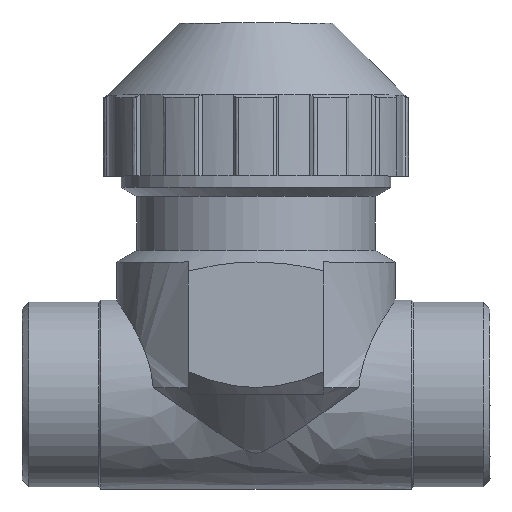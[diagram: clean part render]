
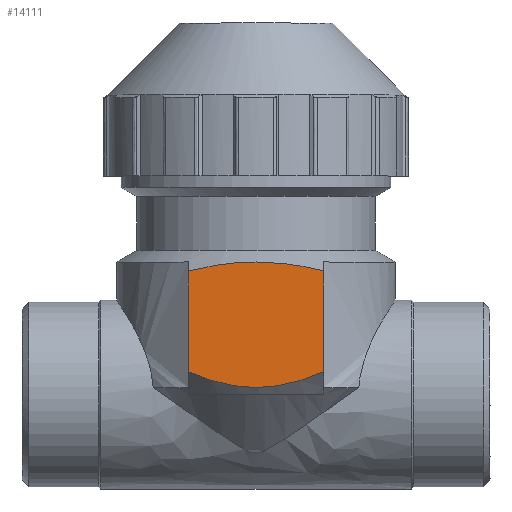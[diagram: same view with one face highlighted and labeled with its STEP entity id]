
A CAD part, top view. The second image highlights one B-rep face of the part: STEP entity #14111.
In plain terms, the highlighted free-form (B-spline) face has degree [1, 1] with [2, 2] control points.
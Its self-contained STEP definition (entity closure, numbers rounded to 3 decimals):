
#248 = CARTESIAN_POINT ( 'NONE',  ( 483.794, 201.257, 15.5 ) ) ;
#388 = CARTESIAN_POINT ( 'NONE',  ( 462.673, 206.854, 15.5 ) ) ;
#446 = CARTESIAN_POINT ( 'NONE',  ( 471.387, 207.826, 15.5 ) ) ;
#529 = CARTESIAN_POINT ( 'NONE',  ( 467.747, 207.765, 15.5 ) ) ;
#575 = CARTESIAN_POINT ( 'NONE',  ( 476.995, 195.356, 15.5 ) ) ;
#766 = EDGE_CURVE ( 'NONE', #9899, #12154, #1551, .T. ) ;
#804 = VERTEX_POINT ( 'NONE', #11732 ) ;
#1037 = CARTESIAN_POINT ( 'NONE',  ( 462.673, 206.854, 15.5 ) ) ;
#1102 = CARTESIAN_POINT ( 'NONE',  ( 462.673, 199.391, 15.5 ) ) ;
#1253 = CARTESIAN_POINT ( 'NONE',  ( 467.764, 194.075, 15.5 ) ) ;
#1504 = CARTESIAN_POINT ( 'NONE',  ( 473.219, 207.676, 15.5 ) ) ;
#1513 = CARTESIAN_POINT ( 'NONE',  ( 468.956, 207.847, 15.5 ) ) ;
#1551 = B_SPLINE_CURVE_WITH_KNOTS ( 'NONE', 3,
 ( #388, #11305, #2587, #11172, #12389, #8033, #1583, #7959, #10220, #529, #1513, #5941 ),
 .UNSPECIFIED., .F., .F.,
 ( 4, 2, 2, 2, 2, 4 ),
 ( 0., 0.25, 0.375, 0.438, 0.5, 1. ),
 .UNSPECIFIED. ) ;
#1575 = CARTESIAN_POINT ( 'NONE',  ( 472.606, 207.739, 15.5 ) ) ;
#1583 = CARTESIAN_POINT ( 'NONE',  ( 465.884, 207.511, 15.5 ) ) ;
#1703 = CARTESIAN_POINT ( 'NONE',  ( 475.057, 194.666, 15.5 ) ) ;
#2224 = ORIENTED_EDGE ( 'NONE', *, *, #5382, .F. ) ;
#2449 = CARTESIAN_POINT ( 'NONE',  ( 470.173, 187.635, 15.5 ) ) ;
#2457 = CARTESIAN_POINT ( 'NONE',  ( 465.917, 194.481, 15.5 ) ) ;
#2587 = CARTESIAN_POINT ( 'NONE',  ( 463.979, 207.165, 15.5 ) ) ;
#2645 = EDGE_LOOP ( 'NONE', ( #2224, #6326, #10705, #8043, #14019, #12581 ) ) ;
#2700 = CARTESIAN_POINT ( 'NONE',  ( 477.673, 199.391, 15.5 ) ) ;
#2703 = CARTESIAN_POINT ( 'NONE',  ( 472.28, 194.039, 15.5 ) ) ;
#2770 = CARTESIAN_POINT ( 'NONE',  ( 475.373, 194.766, 15.5 ) ) ;
#3010 = B_SPLINE_CURVE_WITH_KNOTS ( 'NONE', 3,
 ( #3767, #11425, #2700, #8141 ),
 .UNSPECIFIED., .F., .F.,
 ( 4, 4 ),
 ( 0., 1. ),
 .UNSPECIFIED. ) ;
#3031 = VERTEX_POINT ( 'NONE', #13068 ) ;
#3374 = CARTESIAN_POINT ( 'NONE',  ( 465.289, 194.663, 15.5 ) ) ;
#3444 = CARTESIAN_POINT ( 'NONE',  ( 468.968, 193.932, 15.5 ) ) ;
#3507 = CARTESIAN_POINT ( 'NONE',  ( 470.173, 214.878, 15.5 ) ) ;
#3564 = B_SPLINE_CURVE_WITH_KNOTS ( 'NONE', 3,
 ( #7403, #1102, #7693, #1037 ),
 .UNSPECIFIED., .F., .F.,
 ( 4, 4 ),
 ( 0., 1. ),
 .UNSPECIFIED. ) ;
#3643 = CARTESIAN_POINT ( 'NONE',  ( 473.065, 207.693, 15.5 ) ) ;
#3724 = CARTESIAN_POINT ( 'NONE',  ( 456.551, 201.257, 15.5 ) ) ;
#3767 = CARTESIAN_POINT ( 'NONE',  ( 477.673, 206.854, 15.5 ) ) ;
#3836 = CARTESIAN_POINT ( 'NONE',  ( 473.496, 194.254, 15.5 ) ) ;
#4463 = CARTESIAN_POINT ( 'NONE',  ( 462.673, 195.659, 15.5 ) ) ;
#4745 = CARTESIAN_POINT ( 'NONE',  ( 467.156, 194.182, 15.5 ) ) ;
#4770 = CARTESIAN_POINT ( 'NONE',  ( 477.673, 195.659, 15.5 ) ) ;
#4800 = CARTESIAN_POINT ( 'NONE',  ( 473.68, 207.621, 15.5 ) ) ;
#5146 = CARTESIAN_POINT ( 'NONE',  ( 477.673, 206.854, 15.5 ) ) ;
#5382 = EDGE_CURVE ( 'NONE', #3031, #9899, #3564, .T. ) ;
#5645 = B_SPLINE_CURVE_WITH_KNOTS ( 'NONE', 3,
 ( #12153, #9288, #12731, #2703, #10480, #8147, #3836, #10339, #7074, #1703, #2770, #8223, #8293, #575, #7220 ),
 .UNSPECIFIED., .F., .F.,
 ( 4, 2, 2, 2, 1, 2, 2, 4 ),
 ( 0., 0.25, 0.375, 0.5, 0.625, 0.688, 0.75, 1. ),
 .UNSPECIFIED. ) ;
#5865 = CARTESIAN_POINT ( 'NONE',  ( 473.527, 207.64, 15.5 ) ) ;
#5931 = CARTESIAN_POINT ( 'NONE',  ( 476.354, 207.186, 15.5 ) ) ;
#5941 = CARTESIAN_POINT ( 'NONE',  ( 470.173, 207.847, 15.5 ) ) ;
#6326 = ORIENTED_EDGE ( 'NONE', *, *, #11428, .T. ) ;
#6693 = CARTESIAN_POINT ( 'NONE',  ( 466.231, 194.399, 15.5 ) ) ;
#7074 = CARTESIAN_POINT ( 'NONE',  ( 474.584, 194.522, 15.5 ) ) ;
#7127 = CARTESIAN_POINT ( 'NONE',  ( 462.673, 206.854, 15.5 ) ) ;
#7220 = CARTESIAN_POINT ( 'NONE',  ( 477.673, 195.659, 15.5 ) ) ;
#7403 = CARTESIAN_POINT ( 'NONE',  ( 462.673, 195.659, 15.5 ) ) ;
#7608 = FACE_OUTER_BOUND ( 'NONE', #2645, .T. ) ;
#7693 = CARTESIAN_POINT ( 'NONE',  ( 462.673, 203.123, 15.5 ) ) ;
#7729 = B_SPLINE_SURFACE_WITH_KNOTS ( 'NONE', 1, 1, ( 
 ( #2449, #3724 ),
 ( #248, #3507 ) ),
 .UNSPECIFIED., .F., .F., .F.,
 ( 2, 2 ),
 ( 2, 2 ),
 ( -9.094, 10.169 ),
 ( -9.094, 10.169 ),
 .UNSPECIFIED. ) ;
#7907 = CARTESIAN_POINT ( 'NONE',  ( 464.006, 195.107, 15.5 ) ) ;
#7959 = CARTESIAN_POINT ( 'NONE',  ( 466.197, 207.558, 15.5 ) ) ;
#8033 = CARTESIAN_POINT ( 'NONE',  ( 465.727, 207.486, 15.5 ) ) ;
#8043 = ORIENTED_EDGE ( 'NONE', *, *, #9647, .F. ) ;
#8141 = CARTESIAN_POINT ( 'NONE',  ( 477.673, 195.659, 15.5 ) ) ;
#8147 = CARTESIAN_POINT ( 'NONE',  ( 473.191, 194.192, 15.5 ) ) ;
#8223 = CARTESIAN_POINT ( 'NONE',  ( 475.529, 194.817, 15.5 ) ) ;
#8293 = CARTESIAN_POINT ( 'NONE',  ( 476.334, 195.094, 15.5 ) ) ;
#8391 = B_SPLINE_CURVE_WITH_KNOTS ( 'NONE', 3,
 ( #9105, #11296, #446, #13460, #1575, #3643, #1504, #5865, #4800, #9167, #5931, #9233 ),
 .UNSPECIFIED., .F., .F.,
 ( 4, 2, 2, 2, 2, 4 ),
 ( 0., 0.25, 0.375, 0.437, 0.5, 1. ),
 .UNSPECIFIED. ) ;
#9105 = CARTESIAN_POINT ( 'NONE',  ( 470.173, 207.847, 15.5 ) ) ;
#9167 = CARTESIAN_POINT ( 'NONE',  ( 475.084, 207.435, 15.5 ) ) ;
#9233 = CARTESIAN_POINT ( 'NONE',  ( 477.673, 206.854, 15.5 ) ) ;
#9288 = CARTESIAN_POINT ( 'NONE',  ( 470.775, 193.896, 15.5 ) ) ;
#9570 = B_SPLINE_CURVE_WITH_KNOTS ( 'NONE', 3,
 ( #4463, #12331, #12186, #7907, #13412, #11247, #13205, #3374, #2457, #6693, #4745, #1253, #3444, #9898, #11030 ),
 .UNSPECIFIED., .F., .F.,
 ( 4, 1, 2, 2, 2, 2, 2, 4 ),
 ( 0., 0.125, 0.187, 0.25, 0.375, 0.5, 0.75, 1. ),
 .UNSPECIFIED. ) ;
#9647 = EDGE_CURVE ( 'NONE', #10187, #12082, #3010, .T. ) ;
#9898 = CARTESIAN_POINT ( 'NONE',  ( 469.57, 193.896, 15.5 ) ) ;
#9899 = VERTEX_POINT ( 'NONE', #7127 ) ;
#10187 = VERTEX_POINT ( 'NONE', #5146 ) ;
#10220 = CARTESIAN_POINT ( 'NONE',  ( 466.355, 207.58, 15.5 ) ) ;
#10339 = CARTESIAN_POINT ( 'NONE',  ( 474.116, 194.399, 15.5 ) ) ;
#10480 = CARTESIAN_POINT ( 'NONE',  ( 472.582, 194.084, 15.5 ) ) ;
#10705 = ORIENTED_EDGE ( 'NONE', *, *, #11294, .T. ) ;
#11030 = CARTESIAN_POINT ( 'NONE',  ( 470.173, 193.896, 15.5 ) ) ;
#11065 = EDGE_CURVE ( 'NONE', #12154, #10187, #8391, .T. ) ;
#11172 = CARTESIAN_POINT ( 'NONE',  ( 464.937, 207.352, 15.5 ) ) ;
#11247 = CARTESIAN_POINT ( 'NONE',  ( 464.496, 194.928, 15.5 ) ) ;
#11294 = EDGE_CURVE ( 'NONE', #804, #12082, #5645, .T. ) ;
#11296 = CARTESIAN_POINT ( 'NONE',  ( 470.781, 207.847, 15.5 ) ) ;
#11305 = CARTESIAN_POINT ( 'NONE',  ( 463.332, 207.02, 15.5 ) ) ;
#11341 = CARTESIAN_POINT ( 'NONE',  ( 470.173, 207.847, 15.5 ) ) ;
#11425 = CARTESIAN_POINT ( 'NONE',  ( 477.673, 203.123, 15.5 ) ) ;
#11428 = EDGE_CURVE ( 'NONE', #3031, #804, #9570, .T. ) ;
#11732 = CARTESIAN_POINT ( 'NONE',  ( 470.173, 193.896, 15.5 ) ) ;
#12082 = VERTEX_POINT ( 'NONE', #4770 ) ;
#12153 = CARTESIAN_POINT ( 'NONE',  ( 470.173, 193.896, 15.5 ) ) ;
#12154 = VERTEX_POINT ( 'NONE', #11341 ) ;
#12186 = CARTESIAN_POINT ( 'NONE',  ( 463.514, 195.296, 15.5 ) ) ;
#12331 = CARTESIAN_POINT ( 'NONE',  ( 463.012, 195.508, 15.5 ) ) ;
#12389 = CARTESIAN_POINT ( 'NONE',  ( 465.254, 207.409, 15.5 ) ) ;
#12581 = ORIENTED_EDGE ( 'NONE', *, *, #766, .F. ) ;
#12731 = CARTESIAN_POINT ( 'NONE',  ( 471.379, 193.932, 15.5 ) ) ;
#13068 = CARTESIAN_POINT ( 'NONE',  ( 462.673, 195.659, 15.5 ) ) ;
#13205 = CARTESIAN_POINT ( 'NONE',  ( 464.973, 194.763, 15.5 ) ) ;
#13412 = CARTESIAN_POINT ( 'NONE',  ( 464.332, 194.986, 15.5 ) ) ;
#13460 = CARTESIAN_POINT ( 'NONE',  ( 472.301, 207.765, 15.5 ) ) ;
#14019 = ORIENTED_EDGE ( 'NONE', *, *, #11065, .F. ) ;
#14111 = ADVANCED_FACE ( 'NONE', ( #7608 ), #7729, .T. ) ;
